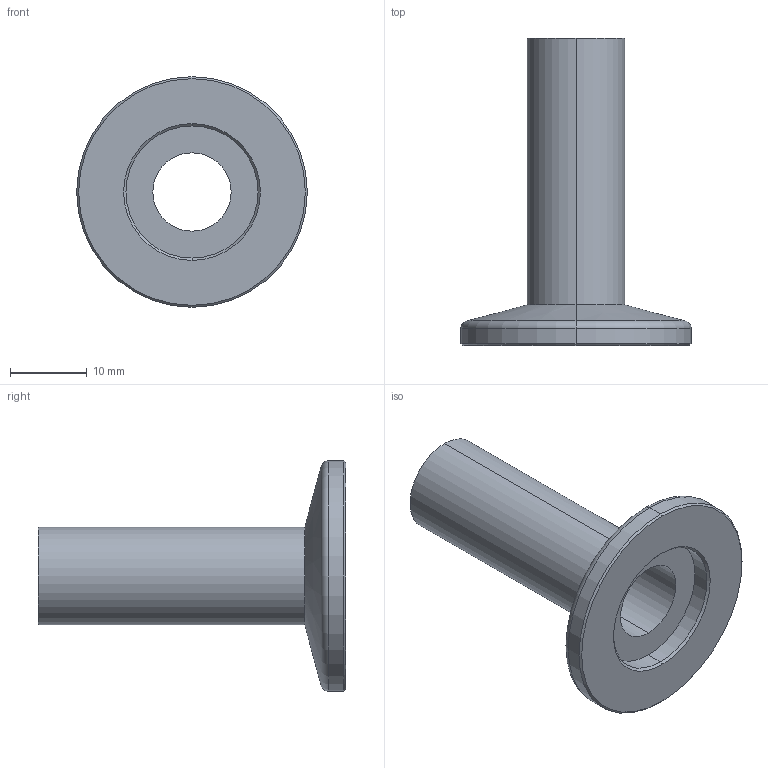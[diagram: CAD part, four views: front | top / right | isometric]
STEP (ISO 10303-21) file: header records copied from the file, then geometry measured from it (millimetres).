
FILE_DESCRIPTION (( 'STEP AP214' ), '1' );
FILE_NAME ('Hositrad_KF16-13-40.STEP', '2015-02-16T16:16:33', ( '' ), ( '' ), 'SwSTEP 2.0', 'SolidWorks 2014', '' );
FILE_SCHEMA (( 'AUTOMOTIVE_DESIGN' ));
Length unit declared in the file: millimetre
Products named in the file (1): Hositrad_KF16-13-40
Bounding box: 30 x 40 x 30 mm (x, y, z)
Volume: 3728.2 mm3; surface area: 4229.1 mm2
Topology: 1 solids, 1 shells, 19 faces, 38 edges, 22 vertices
Faces by surface type: cylinder 8, cone 6, plane 3, torus 2
Entity records: 534 total; most frequent: DIRECTION 102, CARTESIAN_POINT 80, ORIENTED_EDGE 76, AXIS2_PLACEMENT_3D 44, EDGE_CURVE 38, CIRCLE 24, VERTEX_POINT 22, EDGE_LOOP 22
